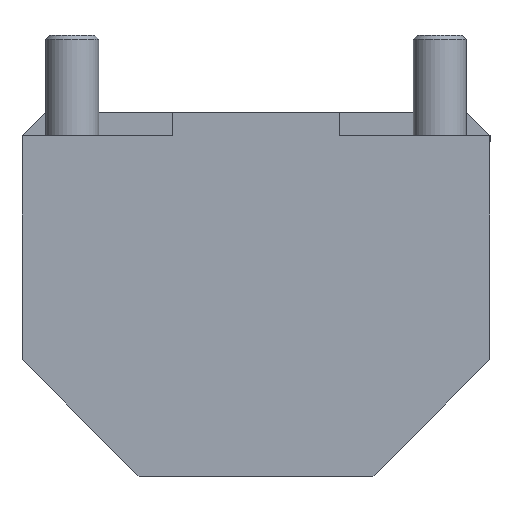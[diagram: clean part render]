
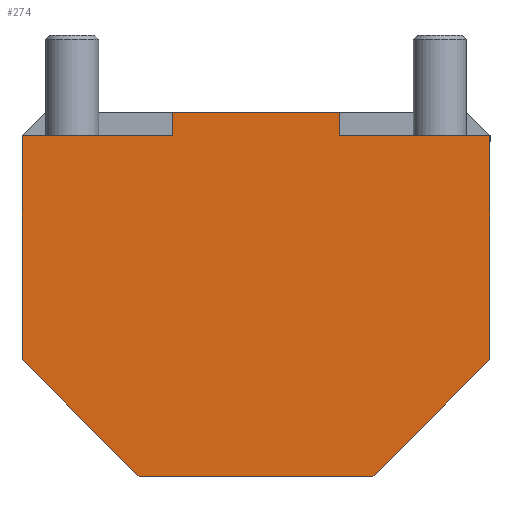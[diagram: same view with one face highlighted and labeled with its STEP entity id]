
A CAD part, left-side view. The second image highlights one B-rep face of the part: STEP entity #274.
In plain terms, the highlighted planar face has unit normal (-1, 0, 0).
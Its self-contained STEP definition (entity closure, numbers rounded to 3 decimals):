
#76=LINE('',#1447,#132);
#80=LINE('',#1455,#136);
#81=LINE('',#1457,#137);
#85=LINE('',#1465,#141);
#86=LINE('',#1467,#142);
#89=LINE('',#1472,#145);
#96=LINE('',#1486,#152);
#97=LINE('',#1488,#153);
#98=LINE('',#1490,#154);
#99=LINE('',#1491,#155);
#132=VECTOR('',#1144,1.);
#136=VECTOR('',#1148,1.);
#137=VECTOR('',#1151,1.);
#141=VECTOR('',#1157,1.);
#142=VECTOR('',#1160,1.);
#145=VECTOR('',#1165,1.);
#152=VECTOR('',#1182,1.);
#153=VECTOR('',#1183,1.);
#154=VECTOR('',#1184,1.);
#155=VECTOR('',#1185,1.);
#185=PLANE('',#947);
#220=FACE_OUTER_BOUND('',#410,.T.);
#274=ADVANCED_FACE('',(#220),#185,.F.);
#410=EDGE_LOOP('',(#585,#586,#587,#588,#589,#590,#591,#592,#593,#594));
#585=ORIENTED_EDGE('',*,*,#769,.F.);
#586=ORIENTED_EDGE('',*,*,#772,.F.);
#587=ORIENTED_EDGE('',*,*,#759,.T.);
#588=ORIENTED_EDGE('',*,*,#779,.T.);
#589=ORIENTED_EDGE('',*,*,#780,.T.);
#590=ORIENTED_EDGE('',*,*,#781,.F.);
#591=ORIENTED_EDGE('',*,*,#763,.T.);
#592=ORIENTED_EDGE('',*,*,#782,.F.);
#593=ORIENTED_EDGE('',*,*,#764,.F.);
#594=ORIENTED_EDGE('',*,*,#768,.F.);
#670=VERTEX_POINT('',#1441);
#673=VERTEX_POINT('',#1446);
#674=VERTEX_POINT('',#1448);
#677=VERTEX_POINT('',#1454);
#678=VERTEX_POINT('',#1458);
#679=VERTEX_POINT('',#1459);
#680=VERTEX_POINT('',#1464);
#681=VERTEX_POINT('',#1468);
#684=VERTEX_POINT('',#1487);
#685=VERTEX_POINT('',#1489);
#759=EDGE_CURVE('',#674,#673,#76,.T.);
#763=EDGE_CURVE('',#670,#677,#80,.T.);
#764=EDGE_CURVE('',#678,#679,#81,.T.);
#768=EDGE_CURVE('',#680,#678,#85,.T.);
#769=EDGE_CURVE('',#681,#680,#86,.T.);
#772=EDGE_CURVE('',#674,#681,#89,.T.);
#779=EDGE_CURVE('',#673,#684,#96,.T.);
#780=EDGE_CURVE('',#684,#685,#97,.T.);
#781=EDGE_CURVE('',#670,#685,#98,.T.);
#782=EDGE_CURVE('',#679,#677,#99,.T.);
#947=AXIS2_PLACEMENT_3D('',#1492,#1186,#1187);
#1144=DIRECTION('',(0.,1.,0.));
#1148=DIRECTION('',(0.,1.,0.));
#1151=DIRECTION('',(0.,0.707,0.707));
#1157=DIRECTION('',(0.,1.,0.));
#1160=DIRECTION('',(0.,0.707,-0.707));
#1165=DIRECTION('',(0.,0.,-1.));
#1182=DIRECTION('',(0.,0.,1.));
#1183=DIRECTION('',(0.,1.,0.));
#1184=DIRECTION('',(0.,0.,1.));
#1185=DIRECTION('',(0.,0.,1.));
#1186=DIRECTION('',(1.,0.,0.));
#1187=DIRECTION('',(0.,-1.,0.));
#1441=CARTESIAN_POINT('',(-150.,25.,0.));
#1446=CARTESIAN_POINT('',(-150.,-25.,0.));
#1447=CARTESIAN_POINT('',(-150.,-70.,0.));
#1448=CARTESIAN_POINT('',(-150.,-70.,0.));
#1454=CARTESIAN_POINT('',(-150.,70.,0.));
#1455=CARTESIAN_POINT('',(-150.,25.,0.));
#1457=CARTESIAN_POINT('',(-150.,35.,-102.));
#1458=CARTESIAN_POINT('',(-150.,35.,-102.));
#1459=CARTESIAN_POINT('',(-150.,70.,-67.));
#1464=CARTESIAN_POINT('',(-150.,-35.,-102.));
#1465=CARTESIAN_POINT('',(-150.,-35.,-102.));
#1467=CARTESIAN_POINT('',(-150.,-70.,-67.));
#1468=CARTESIAN_POINT('',(-150.,-70.,-67.));
#1472=CARTESIAN_POINT('',(-150.,-70.,0.));
#1486=CARTESIAN_POINT('',(-150.,-25.,0.));
#1487=CARTESIAN_POINT('',(-150.,-25.,7.));
#1488=CARTESIAN_POINT('',(-150.,-25.,7.));
#1489=CARTESIAN_POINT('',(-150.,25.,7.));
#1490=CARTESIAN_POINT('',(-150.,25.,0.));
#1491=CARTESIAN_POINT('',(-150.,70.,-67.));
#1492=CARTESIAN_POINT('',(-150.,0.,-47.5));
